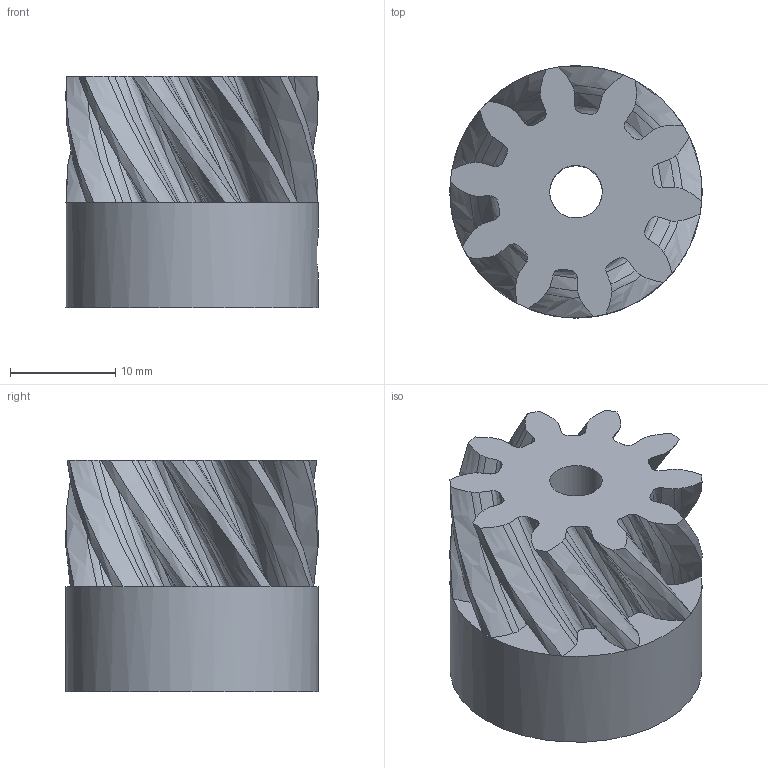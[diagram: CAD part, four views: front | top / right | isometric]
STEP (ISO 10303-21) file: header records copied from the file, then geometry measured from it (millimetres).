
FILE_DESCRIPTION(('FreeCAD Model'),'2;1');
FILE_NAME('Art1GearMotor.step', '2017-01-10T09:00:04',('Author'),(''), 'Open CASCADE STEP processor 6.8','FreeCAD','Unknown');
FILE_SCHEMA(('AUTOMOTIVE_DESIGN_CC2 { 1 2 10303 214 -1 1 5 4 }'));
Length unit declared in the file: millimetre
Products named in the file (2): ASSEMBLY; Art1GearMotor
Assembly tree (1 placements, depth 2):
  ASSEMBLY
    Art1GearMotor
Bounding box: 24 x 24.01 x 22 mm (x, y, z)
Volume: 7509.7 mm3; surface area: 3797.9 mm2
Topology: 1 solids, 1 shells, 132 faces, 375 edges, 244 vertices
Faces by surface type: bspline 100, plane 28, cylinder 4
Full cylindrical faces by diameter (mm): 3.4 x2, 5 x1, 24 x1
Entity records: 13859 total; most frequent: CARTESIAN_POINT 8159, ORIENTED_EDGE 750, PCURVE 750, DEFINITIONAL_REPRESENTATION 750, DIRECTION 533, B_SPLINE_CURVE_WITH_KNOTS 474, LINE 400, VECTOR 400
